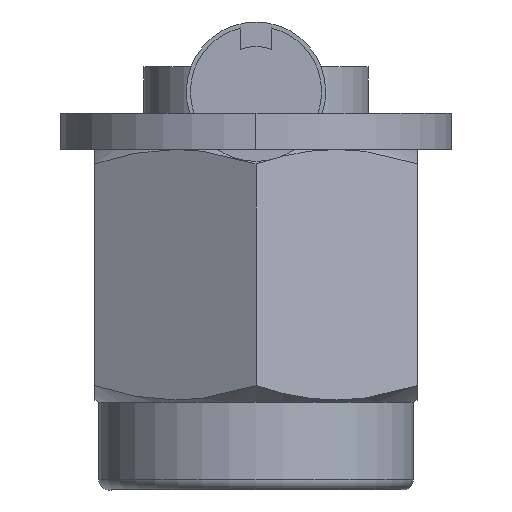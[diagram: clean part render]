
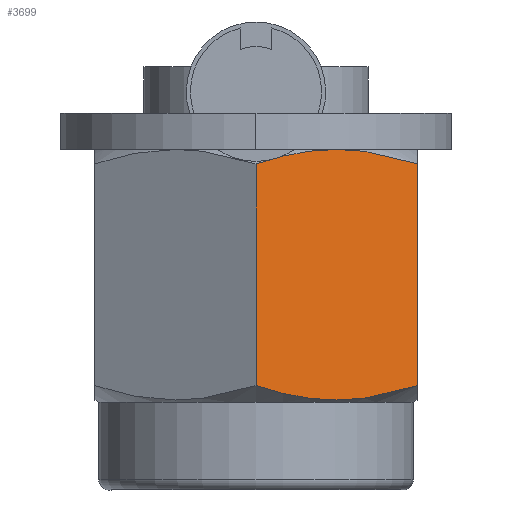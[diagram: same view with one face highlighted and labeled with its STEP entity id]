
A CAD part, left-side view. The second image highlights one B-rep face of the part: STEP entity #3699.
In plain terms, the highlighted planar face has unit normal (-0.866, -0.5, 0).
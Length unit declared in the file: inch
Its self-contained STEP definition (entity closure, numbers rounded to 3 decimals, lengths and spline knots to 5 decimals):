
#17 = ORIENTED_EDGE ( 'NONE', *, *, #1802, .T. ) ;
#117 = CARTESIAN_POINT ( 'NONE',  ( 3.56979, -0.15625, -0.28486 ) ) ;
#136 = CARTESIAN_POINT ( 'NONE',  ( 3.54011, -0.10485, -0.05601 ) ) ;
#255 = CARTESIAN_POINT ( 'NONE',  ( 3.47957, 0., -0.06994 ) ) ;
#424 = VERTEX_POINT ( 'NONE', #1477 ) ;
#508 = CARTESIAN_POINT ( 'NONE',  ( 3.55506, -0.13074, -0.29337 ) ) ;
#521 = FACE_OUTER_BOUND ( 'NONE', #663, .T. ) ;
#566 = CARTESIAN_POINT ( 'NONE',  ( 3.47957, 0., -0.28486 ) ) ;
#599 = ORIENTED_EDGE ( 'NONE', *, *, #1763, .F. ) ;
#663 = EDGE_LOOP ( 'NONE', ( #17, #2054, #599, #3279 ) ) ;
#720 = LINE ( 'NONE', #1221, #2302 ) ;
#826 = CARTESIAN_POINT ( 'NONE',  ( 3.48695, -0.01277, -0.28912 ) ) ;
#857 = CARTESIAN_POINT ( 'NONE',  ( 3.47957, 0., -0.28486 ) ) ;
#902 = CARTESIAN_POINT ( 'NONE',  ( 3.47957, 0., -0.38903 ) ) ;
#946 = VERTEX_POINT ( 'NONE', #255 ) ;
#972 = EDGE_CURVE ( 'NONE', #424, #1735, #720, .T. ) ;
#1198 = DIRECTION ( 'NONE',  ( -0.5, 0.866, 0. ) ) ;
#1221 = CARTESIAN_POINT ( 'NONE',  ( 3.56979, -0.15625, -0.38903 ) ) ;
#1370 = CARTESIAN_POINT ( 'NONE',  ( 3.49438, -0.02565, -0.29263 ) ) ;
#1445 = CARTESIAN_POINT ( 'NONE',  ( 3.56979, -0.15625, -0.06994 ) ) ;
#1477 = CARTESIAN_POINT ( 'NONE',  ( 3.56979, -0.15625, -0.28486 ) ) ;
#1667 = CARTESIAN_POINT ( 'NONE',  ( 3.48695, -0.01277, -0.06569 ) ) ;
#1735 = VERTEX_POINT ( 'NONE', #1445 ) ;
#1763 = EDGE_CURVE ( 'NONE', #424, #2298, #3139, .T. ) ;
#1802 = EDGE_CURVE ( 'NONE', #1735, #946, #3446, .T. ) ;
#1922 = CARTESIAN_POINT ( 'NONE',  ( 3.47957, 0., -0.06994 ) ) ;
#2054 = ORIENTED_EDGE ( 'NONE', *, *, #2654, .F. ) ;
#2096 = AXIS2_PLACEMENT_3D ( 'NONE', #902, #3016, #1198 ) ;
#2216 = CARTESIAN_POINT ( 'NONE',  ( 3.56979, -0.15625, -0.06994 ) ) ;
#2298 = VERTEX_POINT ( 'NONE', #566 ) ;
#2302 = VECTOR ( 'NONE', #3351, 39.37008 ) ;
#2497 = CARTESIAN_POINT ( 'NONE',  ( 3.50943, -0.05172, -0.05731 ) ) ;
#2514 = DIRECTION ( 'NONE',  ( 0., 0., 1. ) ) ;
#2518 = CARTESIAN_POINT ( 'NONE',  ( 3.55506, -0.13074, -0.06144 ) ) ;
#2542 = VECTOR ( 'NONE', #2514, 39.37008 ) ;
#2556 = CARTESIAN_POINT ( 'NONE',  ( 3.5171, -0.06499, -0.29883 ) ) ;
#2654 = EDGE_CURVE ( 'NONE', #2298, #946, #3396, .T. ) ;
#2837 = CARTESIAN_POINT ( 'NONE',  ( 3.47957, 0., -0.38903 ) ) ;
#2881 = CARTESIAN_POINT ( 'NONE',  ( 3.50943, -0.05172, -0.2975 ) ) ;
#2963 = CARTESIAN_POINT ( 'NONE',  ( 3.54011, -0.10485, -0.2988 ) ) ;
#3016 = DIRECTION ( 'NONE',  ( -0.866, -0.5, 0. ) ) ;
#3139 = B_SPLINE_CURVE_WITH_KNOTS ( 'NONE', 3,
 ( #117, #508, #2963, #2556, #2881, #1370, #826, #857 ),
 .UNSPECIFIED., .F., .F.,
 ( 4, 2, 2, 4 ),
 ( 0., 0.00231, 0.00347, 0.00463 ),
 .UNSPECIFIED. ) ;
#3279 = ORIENTED_EDGE ( 'NONE', *, *, #972, .T. ) ;
#3313 = PLANE ( 'NONE',  #2096 ) ;
#3351 = DIRECTION ( 'NONE',  ( 0., 0., 1. ) ) ;
#3396 = LINE ( 'NONE', #2837, #2542 ) ;
#3446 = B_SPLINE_CURVE_WITH_KNOTS ( 'NONE', 3,
 ( #2216, #2518, #136, #3785, #2497, #3768, #1667, #1922 ),
 .UNSPECIFIED., .F., .F.,
 ( 4, 2, 2, 4 ),
 ( 0., 0.00231, 0.00347, 0.00463 ),
 .UNSPECIFIED. ) ;
#3699 = ADVANCED_FACE ( 'NONE', ( #521 ), #3313, .T. ) ;
#3768 = CARTESIAN_POINT ( 'NONE',  ( 3.49438, -0.02565, -0.06217 ) ) ;
#3785 = CARTESIAN_POINT ( 'NONE',  ( 3.5171, -0.06499, -0.05598 ) ) ;
